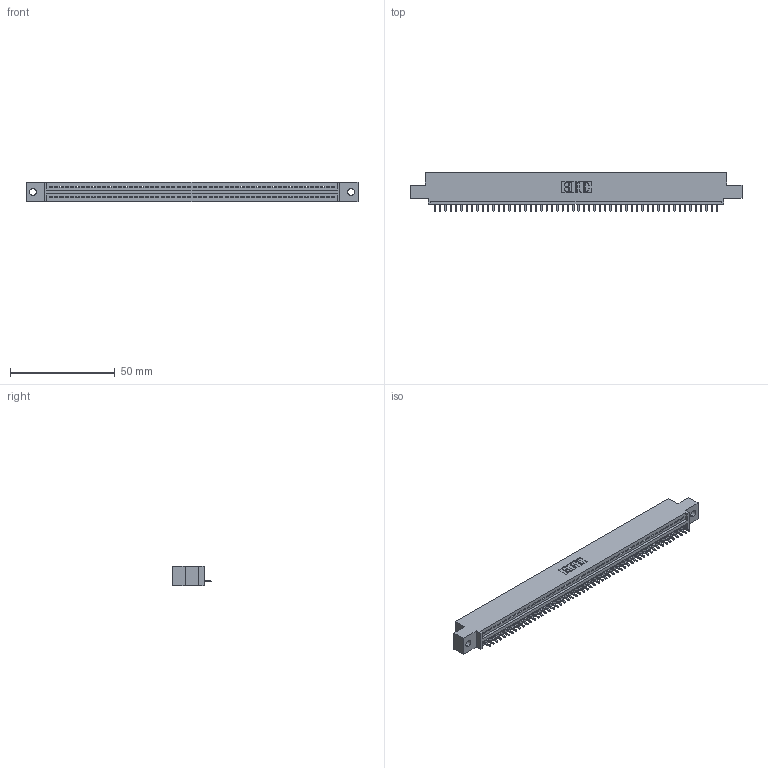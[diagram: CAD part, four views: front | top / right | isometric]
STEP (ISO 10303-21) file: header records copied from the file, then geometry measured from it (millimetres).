
FILE_DESCRIPTION (( 'STEP AP203' ), '1' );
FILE_NAME ('345-054-521-402.STEP', '2018-09-23T20:48:52', ( '' ), ( '' ), 'SwSTEP 2.0', 'SolidWorks 2016', '' );
FILE_SCHEMA (( 'CONFIG_CONTROL_DESIGN' ));
Length unit declared in the file: inch
Products named in the file (3): 345 Part_0.110 Offset - 0.128 Dia; 345-292-001_345-293-121; 345-054-521-402
Assembly tree (55 placements, depth 2):
  345-054-521-402
    345 Part_0.110 Offset - 0.128 Dia
    345-292-001_345-293-121  x54
Bounding box: 158.37 x 18.72 x 9.4 mm (x, y, z)
Volume: 14876.7 mm3; surface area: 19142.3 mm2
Topology: 55 solids, 55 shells, 3262 faces, 9857 edges, 6498 vertices
Faces by surface type: plane 2244, cylinder 1018
Entity records: 39179 total; most frequent: CARTESIAN_POINT 6794, ORIENTED_EDGE 6782, DIRECTION 5915, EDGE_CURVE 3391, LINE 3043, VECTOR 3043, VERTEX_POINT 2258, AXIS2_PLACEMENT_3D 1436
